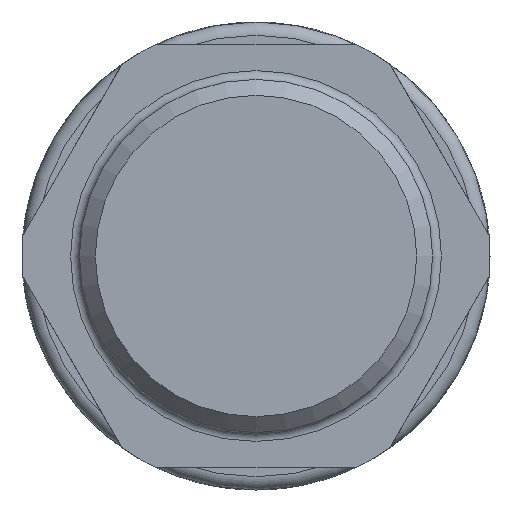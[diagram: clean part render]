
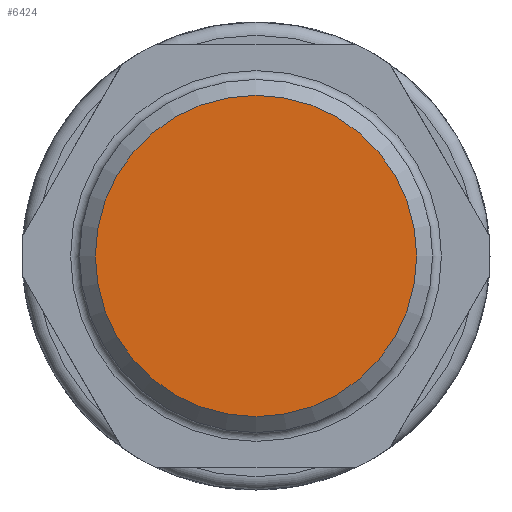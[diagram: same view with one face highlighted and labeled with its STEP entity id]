
A CAD part, left-side view. The second image highlights one B-rep face of the part: STEP entity #6424.
In plain terms, the highlighted planar face has unit normal (-1, 0, 0).
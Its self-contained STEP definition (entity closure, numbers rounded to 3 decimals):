
#1248=FACE_OUTER_BOUND('',#1650,.T.);
#1650=EDGE_LOOP('',(#4356));
#2123=CIRCLE('',#6938,9.1);
#2543=VERTEX_POINT('',#10274);
#3246=EDGE_CURVE('',#2543,#2543,#2123,.T.);
#4356=ORIENTED_EDGE('',*,*,#3246,.T.);
#5873=PLANE('',#6939);
#6424=ADVANCED_FACE('',(#1248),#5873,.T.);
#6938=AXIS2_PLACEMENT_3D('',#10275,#8050,#8051);
#6939=AXIS2_PLACEMENT_3D('',#10276,#8052,#8053);
#8050=DIRECTION('center_axis',(-1.,0.,0.));
#8051=DIRECTION('ref_axis',(0.,0.,
-1.));
#8052=DIRECTION('center_axis',(-1.,0.,0.));
#8053=DIRECTION('ref_axis',(0.,0.,
-1.));
#10274=CARTESIAN_POINT('',(-44.375,0.,9.1));
#10275=CARTESIAN_POINT('Origin',(-44.375,0.,
0.));
#10276=CARTESIAN_POINT('Origin',(-44.375,0.,
6.5));
